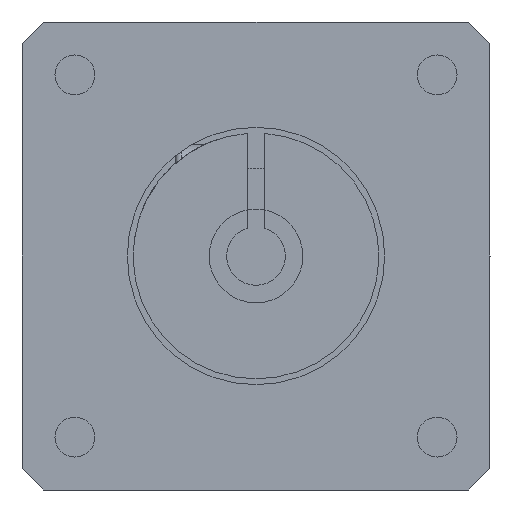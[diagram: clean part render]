
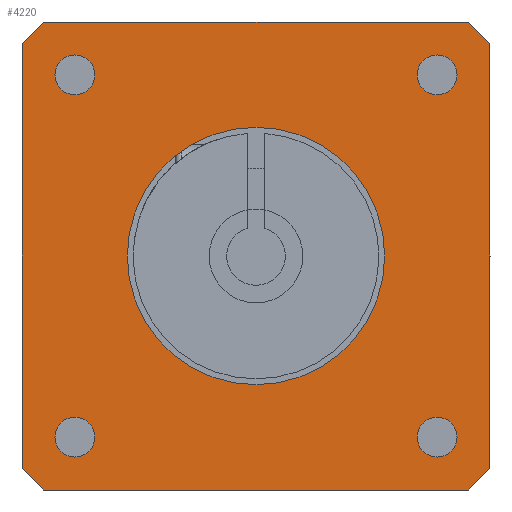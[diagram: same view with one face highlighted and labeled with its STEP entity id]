
A CAD part, left-side view. The second image highlights one B-rep face of the part: STEP entity #4220.
In plain terms, the highlighted planar face has unit normal (-1, 0, 0).
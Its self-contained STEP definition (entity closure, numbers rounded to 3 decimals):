
#985=CARTESIAN_POINT('',(-118.,0.,0.));
#986=DIRECTION('',(-1.,0.,0.));
#987=DIRECTION('',(0.,-0.672,-0.741));
#988=AXIS2_PLACEMENT_3D('',#985,#986,#987);
#990=DIRECTION('',(0.,-1.,0.));
#991=VECTOR('',#990,36.277);
#992=CARTESIAN_POINT('',(-118.,18.138,-20.));
#993=LINE('',#992,#991);
#994=CARTESIAN_POINT('',(-118.,0.,0.));
#995=DIRECTION('',(-1.,0.,0.));
#996=DIRECTION('',(0.,0.741,-0.672));
#997=AXIS2_PLACEMENT_3D('',#994,#995,#996);
#999=DIRECTION('',(0.,0.,-1.));
#1000=VECTOR('',#999,36.277);
#1001=CARTESIAN_POINT('',(-118.,20.,18.138));
#1002=LINE('',#1001,#1000);
#1003=CARTESIAN_POINT('',(-118.,0.,0.));
#1004=DIRECTION('',(-1.,0.,0.));
#1005=DIRECTION('',(0.,0.672,0.741));
#1006=AXIS2_PLACEMENT_3D('',#1003,#1004,#1005);
#1008=DIRECTION('',(0.,1.,0.));
#1009=VECTOR('',#1008,36.277);
#1010=CARTESIAN_POINT('',(-118.,-18.138,20.));
#1011=LINE('',#1010,#1009);
#1012=CARTESIAN_POINT('',(-118.,0.,0.));
#1013=DIRECTION('',(-1.,0.,0.));
#1014=DIRECTION('',(0.,-0.741,0.672));
#1015=AXIS2_PLACEMENT_3D('',#1012,#1013,#1014);
#1017=DIRECTION('',(0.,0.,1.));
#1018=VECTOR('',#1017,36.277);
#1019=CARTESIAN_POINT('',(-118.,-20.,-18.138));
#1020=LINE('',#1019,#1018);
#1021=CARTESIAN_POINT('',(-118.,0.,0.));
#1022=DIRECTION('',(1.,0.,0.));
#1023=DIRECTION('',(0.,0.,-1.));
#1024=AXIS2_PLACEMENT_3D('',#1021,#1022,#1023);
#1026=CARTESIAN_POINT('',(-118.,0.,0.));
#1027=DIRECTION('',(1.,0.,0.));
#1028=DIRECTION('',(0.,0.,1.));
#1029=AXIS2_PLACEMENT_3D('',#1026,#1027,#1028);
#1031=CARTESIAN_POINT('',(-118.,-15.486,-15.486));
#1032=DIRECTION('',(-1.,0.,0.));
#1033=DIRECTION('',(0.,1.,0.));
#1034=AXIS2_PLACEMENT_3D('',#1031,#1032,#1033);
#1036=CARTESIAN_POINT('',(-118.,-15.486,-15.486));
#1037=DIRECTION('',(-1.,0.,0.));
#1038=DIRECTION('',(0.,-1.,0.));
#1039=AXIS2_PLACEMENT_3D('',#1036,#1037,#1038);
#1041=CARTESIAN_POINT('',(-118.,15.486,-15.486));
#1042=DIRECTION('',(-1.,0.,0.));
#1043=DIRECTION('',(0.,1.,0.));
#1044=AXIS2_PLACEMENT_3D('',#1041,#1042,#1043);
#1046=CARTESIAN_POINT('',(-118.,15.486,-15.486));
#1047=DIRECTION('',(-1.,0.,0.));
#1048=DIRECTION('',(0.,-1.,0.));
#1049=AXIS2_PLACEMENT_3D('',#1046,#1047,#1048);
#1051=CARTESIAN_POINT('',(-118.,15.486,15.486));
#1052=DIRECTION('',(-1.,0.,0.));
#1053=DIRECTION('',(0.,1.,0.));
#1054=AXIS2_PLACEMENT_3D('',#1051,#1052,#1053);
#1056=CARTESIAN_POINT('',(-118.,15.486,15.486));
#1057=DIRECTION('',(-1.,0.,0.));
#1058=DIRECTION('',(0.,-1.,0.));
#1059=AXIS2_PLACEMENT_3D('',#1056,#1057,#1058);
#1061=CARTESIAN_POINT('',(-118.,-15.486,15.486));
#1062=DIRECTION('',(-1.,0.,0.));
#1063=DIRECTION('',(0.,1.,0.));
#1064=AXIS2_PLACEMENT_3D('',#1061,#1062,#1063);
#1066=CARTESIAN_POINT('',(-118.,-15.486,15.486));
#1067=DIRECTION('',(-1.,0.,0.));
#1068=DIRECTION('',(0.,-1.,0.));
#1069=AXIS2_PLACEMENT_3D('',#1066,#1067,#1068);
#2310=CARTESIAN_POINT('',(-118.,-18.138,-20.));
#2311=CARTESIAN_POINT('',(-118.,-20.,-18.138));
#2312=VERTEX_POINT('',#2310);
#2313=VERTEX_POINT('',#2311);
#2314=CARTESIAN_POINT('',(-118.,-20.,18.138));
#2315=VERTEX_POINT('',#2314);
#2316=CARTESIAN_POINT('',(-118.,-18.138,20.));
#2317=VERTEX_POINT('',#2316);
#2318=CARTESIAN_POINT('',(-118.,18.138,20.));
#2319=VERTEX_POINT('',#2318);
#2320=CARTESIAN_POINT('',(-118.,20.,18.138));
#2321=VERTEX_POINT('',#2320);
#2322=CARTESIAN_POINT('',(-118.,20.,-18.138));
#2323=VERTEX_POINT('',#2322);
#2324=CARTESIAN_POINT('',(-118.,18.138,-20.));
#2325=VERTEX_POINT('',#2324);
#2342=CARTESIAN_POINT('',(-118.,0.,-11.));
#2343=CARTESIAN_POINT('',(-118.,0.,11.));
#2344=VERTEX_POINT('',#2342);
#2345=VERTEX_POINT('',#2343);
#2346=CARTESIAN_POINT('',(-118.,-13.786,-15.486));
#2347=CARTESIAN_POINT('',(-118.,-17.186,-15.486));
#2348=VERTEX_POINT('',#2346);
#2349=VERTEX_POINT('',#2347);
#2350=CARTESIAN_POINT('',(-118.,17.186,-15.486));
#2351=CARTESIAN_POINT('',(-118.,13.786,-15.486));
#2352=VERTEX_POINT('',#2350);
#2353=VERTEX_POINT('',#2351);
#2354=CARTESIAN_POINT('',(-118.,17.186,15.486));
#2355=CARTESIAN_POINT('',(-118.,13.786,15.486));
#2356=VERTEX_POINT('',#2354);
#2357=VERTEX_POINT('',#2355);
#2358=CARTESIAN_POINT('',(-118.,-13.786,15.486));
#2359=CARTESIAN_POINT('',(-118.,-17.186,15.486));
#2360=VERTEX_POINT('',#2358);
#2361=VERTEX_POINT('',#2359);
#4169=CARTESIAN_POINT('',(-118.,0.,0.));
#4170=DIRECTION('',(-1.,0.,0.));
#4171=DIRECTION('',(0.,1.,0.));
#4172=AXIS2_PLACEMENT_3D('',#4169,#4170,#4171);
#4173=PLANE('',#4172);
#4174=ORIENTED_EDGE('',*,*,#4033,.F.);
#4176=ORIENTED_EDGE('',*,*,#4175,.F.);
#4178=ORIENTED_EDGE('',*,*,#4177,.F.);
#4180=ORIENTED_EDGE('',*,*,#4179,.F.);
#4182=ORIENTED_EDGE('',*,*,#4181,.F.);
#4184=ORIENTED_EDGE('',*,*,#4183,.F.);
#4186=ORIENTED_EDGE('',*,*,#4185,.F.);
#4187=ORIENTED_EDGE('',*,*,#4149,.F.);
#4188=EDGE_LOOP('',(#4174,#4176,#4178,#4180,#4182,#4184,#4186,#4187));
#4189=FACE_OUTER_BOUND('',#4188,.F.);
#4191=ORIENTED_EDGE('',*,*,#4190,.F.);
#4193=ORIENTED_EDGE('',*,*,#4192,.F.);
#4194=EDGE_LOOP('',(#4191,#4193));
#4195=FACE_BOUND('',#4194,.F.);
#4197=ORIENTED_EDGE('',*,*,#4196,.T.);
#4199=ORIENTED_EDGE('',*,*,#4198,.T.);
#4200=EDGE_LOOP('',(#4197,#4199));
#4201=FACE_BOUND('',#4200,.F.);
#4203=ORIENTED_EDGE('',*,*,#4202,.T.);
#4205=ORIENTED_EDGE('',*,*,#4204,.T.);
#4206=EDGE_LOOP('',(#4203,#4205));
#4207=FACE_BOUND('',#4206,.F.);
#4209=ORIENTED_EDGE('',*,*,#4208,.T.);
#4211=ORIENTED_EDGE('',*,*,#4210,.T.);
#4212=EDGE_LOOP('',(#4209,#4211));
#4213=FACE_BOUND('',#4212,.F.);
#4215=ORIENTED_EDGE('',*,*,#4214,.T.);
#4217=ORIENTED_EDGE('',*,*,#4216,.T.);
#4218=EDGE_LOOP('',(#4215,#4217));
#4219=FACE_BOUND('',#4218,.F.);
#989=CIRCLE('',#988,27.);
#998=CIRCLE('',#997,27.);
#1007=CIRCLE('',#1006,27.);
#1016=CIRCLE('',#1015,27.);
#1025=CIRCLE('',#1024,11.);
#1030=CIRCLE('',#1029,11.);
#1035=CIRCLE('',#1034,1.7);
#1040=CIRCLE('',#1039,1.7);
#1045=CIRCLE('',#1044,1.7);
#1050=CIRCLE('',#1049,1.7);
#1055=CIRCLE('',#1054,1.7);
#1060=CIRCLE('',#1059,1.7);
#1065=CIRCLE('',#1064,1.7);
#1070=CIRCLE('',#1069,1.7);
#4033=EDGE_CURVE('',#2312,#2313,#989,.T.);
#4149=EDGE_CURVE('',#2313,#2315,#1020,.T.);
#4175=EDGE_CURVE('',#2325,#2312,#993,.T.);
#4177=EDGE_CURVE('',#2323,#2325,#998,.T.);
#4179=EDGE_CURVE('',#2321,#2323,#1002,.T.);
#4181=EDGE_CURVE('',#2319,#2321,#1007,.T.);
#4183=EDGE_CURVE('',#2317,#2319,#1011,.T.);
#4185=EDGE_CURVE('',#2315,#2317,#1016,.T.);
#4190=EDGE_CURVE('',#2344,#2345,#1025,.T.);
#4192=EDGE_CURVE('',#2345,#2344,#1030,.T.);
#4196=EDGE_CURVE('',#2348,#2349,#1035,.T.);
#4198=EDGE_CURVE('',#2349,#2348,#1040,.T.);
#4202=EDGE_CURVE('',#2352,#2353,#1045,.T.);
#4204=EDGE_CURVE('',#2353,#2352,#1050,.T.);
#4208=EDGE_CURVE('',#2356,#2357,#1055,.T.);
#4210=EDGE_CURVE('',#2357,#2356,#1060,.T.);
#4214=EDGE_CURVE('',#2360,#2361,#1065,.T.);
#4216=EDGE_CURVE('',#2361,#2360,#1070,.T.);
#4220=ADVANCED_FACE('',(#4189,#4195,#4201,#4207,#4213,#4219),#4173,.T.);
